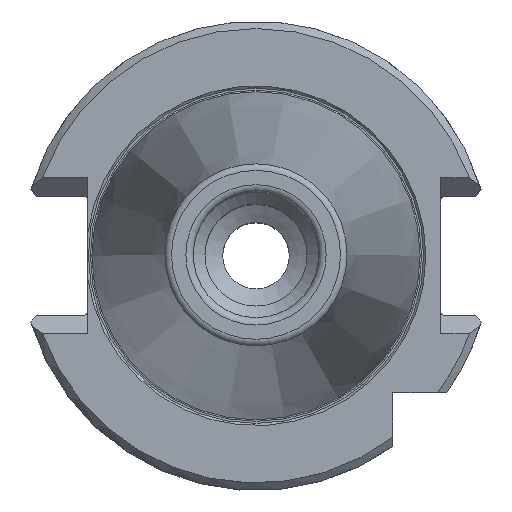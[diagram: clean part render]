
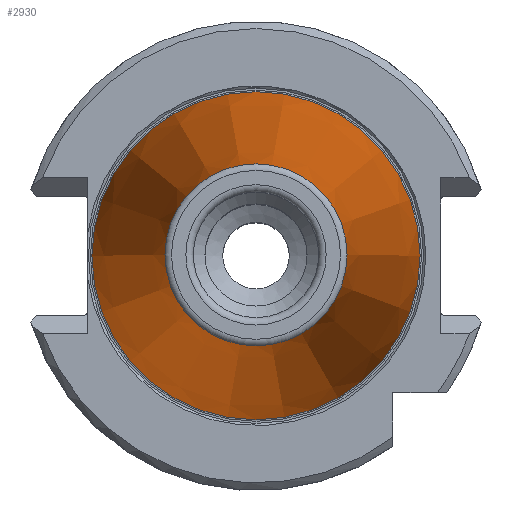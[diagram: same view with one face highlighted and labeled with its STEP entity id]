
A CAD part, top view. The second image highlights one B-rep face of the part: STEP entity #2930.
In plain terms, the highlighted conical face has half-angle 8.297 degrees and reference radius 22.371 mm.
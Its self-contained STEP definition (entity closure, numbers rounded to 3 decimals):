
#356=CONICAL_SURFACE('',#3113,22.371,0.145);
#462=ORIENTED_EDGE('',*,*,#974,.F.);
#463=ORIENTED_EDGE('',*,*,#976,.T.);
#974=EDGE_CURVE('',#1251,#1251,#1460,.F.);
#976=EDGE_CURVE('',#1253,#1253,#1462,.F.);
#1251=VERTEX_POINT('',#4002);
#1253=VERTEX_POINT('',#4008);
#1460=CIRCLE('',#3110,12.327);
#1462=CIRCLE('',#3114,22.225);
#1607=EDGE_LOOP('',(#462));
#1608=EDGE_LOOP('',(#463));
#1802=FACE_BOUND('',#1607,.T.);
#1803=FACE_BOUND('',#1608,.T.);
#2930=ADVANCED_FACE('',(#1802,#1803),#356,.T.);
#3110=AXIS2_PLACEMENT_3D('',#4001,#3448,#3449);
#3113=AXIS2_PLACEMENT_3D('',#4006,#3454,#3455);
#3114=AXIS2_PLACEMENT_3D('',#4007,#3456,#3457);
#3448=DIRECTION('',(0.,0.,-1.));
#3449=DIRECTION('',(-1.,0.,0.));
#3454=DIRECTION('',(0.,0.,-1.));
#3455=DIRECTION('',(-1.,0.,0.));
#3456=DIRECTION('',(0.,0.,-1.));
#3457=DIRECTION('',(-1.,0.,0.));
#4001=CARTESIAN_POINT('',(0.,0.,67.868));
#4002=CARTESIAN_POINT('',(-12.327,0.,67.868));
#4006=CARTESIAN_POINT('',(0.,0.,-1.));
#4007=CARTESIAN_POINT('',(0.,0.,0.));
#4008=CARTESIAN_POINT('',(-22.225,0.,0.));
